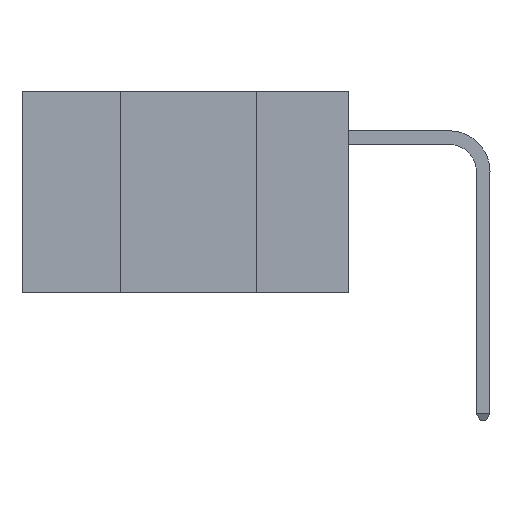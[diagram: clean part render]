
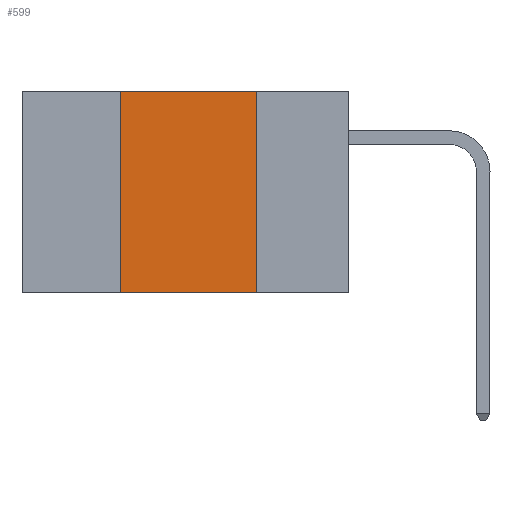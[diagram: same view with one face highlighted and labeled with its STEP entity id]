
A CAD part, left-side view. The second image highlights one B-rep face of the part: STEP entity #599.
In plain terms, the highlighted planar face has unit normal (-1, 0, 0).
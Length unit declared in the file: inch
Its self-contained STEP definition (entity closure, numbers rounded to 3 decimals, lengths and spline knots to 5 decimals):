
#599 = ADVANCED_FACE ( 'NONE', ( #17114 ), #8781, .F. ) ;
#1535 = VERTEX_POINT ( 'NONE', #17872 ) ;
#1774 = DIRECTION ( 'NONE',  ( 0., 0., 1. ) ) ;
#2319 = EDGE_CURVE ( 'NONE', #15932, #4163, #15159, .T. ) ;
#2762 = VECTOR ( 'NONE', #24873, 39.37008 ) ;
#3217 = LINE ( 'NONE', #9397, #19552 ) ;
#4163 = VERTEX_POINT ( 'NONE', #22479 ) ;
#4296 = ORIENTED_EDGE ( 'NONE', *, *, #2319, .F. ) ;
#5368 = ORIENTED_EDGE ( 'NONE', *, *, #10935, .F. ) ;
#6172 = CARTESIAN_POINT ( 'NONE',  ( 0., 0.42, 0. ) ) ;
#7256 = EDGE_CURVE ( 'NONE', #21549, #15932, #3217, .T. ) ;
#7400 = CARTESIAN_POINT ( 'NONE',  ( 0., 0.17, 0. ) ) ;
#7505 = CARTESIAN_POINT ( 'NONE',  ( 0., 0.6, 0. ) ) ;
#7601 = VECTOR ( 'NONE', #13168, 39.37008 ) ;
#8781 = PLANE ( 'NONE',  #24400 ) ;
#9397 = CARTESIAN_POINT ( 'NONE',  ( 0., 0.42, 0. ) ) ;
#9424 = VECTOR ( 'NONE', #18917, 39.37008 ) ;
#10714 = DIRECTION ( 'NONE',  ( 0., 0., -1. ) ) ;
#10835 = EDGE_CURVE ( 'NONE', #21549, #1535, #11256, .T. ) ;
#10935 = EDGE_CURVE ( 'NONE', #4163, #1535, #22422, .T. ) ;
#11256 = LINE ( 'NONE', #17334, #7601 ) ;
#13168 = DIRECTION ( 'NONE',  ( 0., -1., 0. ) ) ;
#15159 = LINE ( 'NONE', #7505, #2762 ) ;
#15932 = VERTEX_POINT ( 'NONE', #6172 ) ;
#16807 = ORIENTED_EDGE ( 'NONE', *, *, #7256, .F. ) ;
#17114 = FACE_OUTER_BOUND ( 'NONE', #24801, .T. ) ;
#17334 = CARTESIAN_POINT ( 'NONE',  ( 0., 0.6, -0.37 ) ) ;
#17872 = CARTESIAN_POINT ( 'NONE',  ( 0., 0.17, -0.37 ) ) ;
#18917 = DIRECTION ( 'NONE',  ( 0., 0., -1. ) ) ;
#19552 = VECTOR ( 'NONE', #1774, 39.37008 ) ;
#19760 = CARTESIAN_POINT ( 'NONE',  ( 0., 0.6, 0. ) ) ;
#21549 = VERTEX_POINT ( 'NONE', #24789 ) ;
#21603 = ORIENTED_EDGE ( 'NONE', *, *, #10835, .T. ) ;
#22270 = DIRECTION ( 'NONE',  ( 1., 0., 0. ) ) ;
#22422 = LINE ( 'NONE', #7400, #9424 ) ;
#22479 = CARTESIAN_POINT ( 'NONE',  ( 0., 0.17, 0. ) ) ;
#24400 = AXIS2_PLACEMENT_3D ( 'NONE', #19760, #22270, #10714 ) ;
#24789 = CARTESIAN_POINT ( 'NONE',  ( 0., 0.42, -0.37 ) ) ;
#24801 = EDGE_LOOP ( 'NONE', ( #5368, #4296, #16807, #21603 ) ) ;
#24873 = DIRECTION ( 'NONE',  ( 0., -1., 0. ) ) ;
